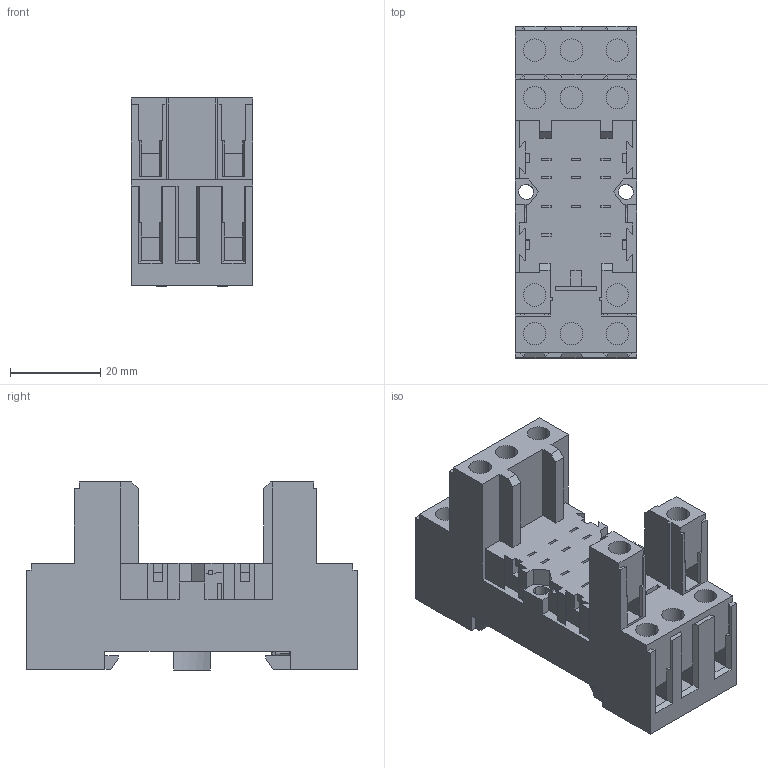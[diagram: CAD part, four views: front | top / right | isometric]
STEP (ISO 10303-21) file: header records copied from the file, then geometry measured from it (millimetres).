
FILE_DESCRIPTION(('CATIA V5R19 STEP'),'2;1');
FILE_NAME ('7642548_3_8869410000_S3D_SCM_I_3CO_N.stp','2015-10-01T05:44:01+00:00',('none'),('Weidmueller'),'CATIA Version 5 Release 20 SP 5 (IN-10)','CATIA V5 STEP AP214','none');
FILE_SCHEMA(('AUTOMOTIVE_DESIGN { 1 0 10303 214 1 1 1 1 }'));
Length unit declared in the file: millimetre
Products named in the file (1): 8869410000
Bounding box: 27 x 73.5 x 41.65 mm (x, y, z)
Volume: 45682.9 mm3; surface area: 15749.4 mm2
Topology: 2 solids, 2 shells, 450 faces, 1233 edges, 813 vertices
Faces by surface type: plane 406, cylinder 38, torus 6
Entity records: 16218 total; most frequent: CARTESIAN_POINT 2579, ORIENTED_EDGE 2466, DIRECTION 1647, EDGE_CURVE 1233, VECTOR 1100, LINE 1100, VERTEX_POINT 813, EDGE_LOOP 480
